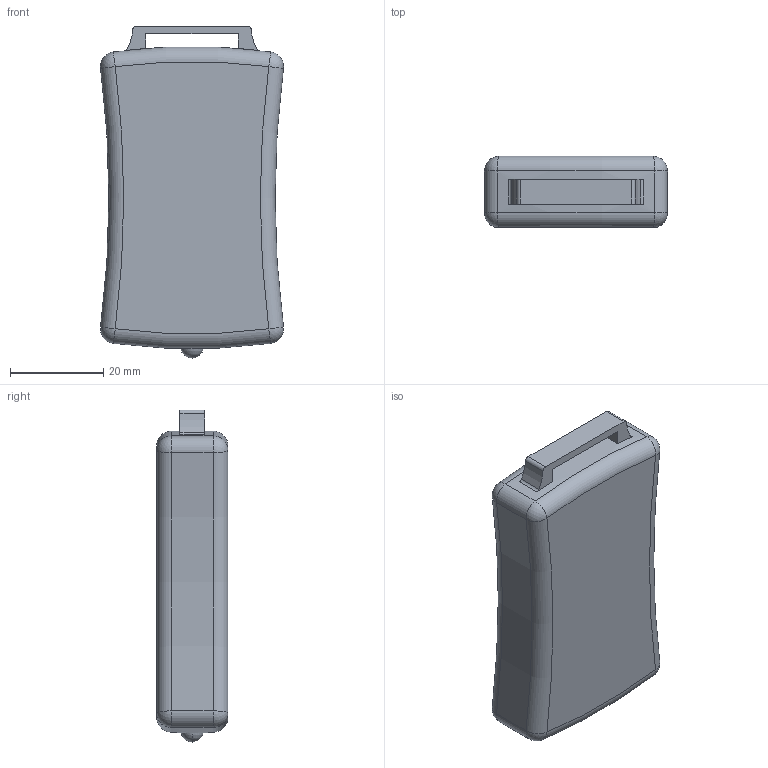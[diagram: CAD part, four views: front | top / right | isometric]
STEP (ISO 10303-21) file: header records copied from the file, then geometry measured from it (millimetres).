
FILE_DESCRIPTION((''),'2;1');
FILE_NAME('181329_ASM','2014-07-03T',('pdmadmin'),(''),'PRO/ENGINEER BY PARAMETRIC TECHNOLOGY CORPORATION, 2013230','PRO/ENGINEER BY PARAMETRIC TECHNOLOGY CORPORATION, 2013230','');
FILE_SCHEMA(('CONFIG_CONTROL_DESIGN'));
Length unit declared in the file: inch
Products named in the file (6): 158356_AF0; 159099_ASM; 158356_BUTTON; 64688; LED_181329; 181329_ASM
Assembly tree (5 placements, depth 3):
  181329_ASM
    159099_ASM
      158356_AF0
    158356_BUTTON
    64688
    LED_181329
Bounding box: 39.33 x 15.44 x 71.34 mm (x, y, z)
Volume: 16609.6 mm3; surface area: 13962.6 mm2
Topology: 4 solids, 4 shells, 398 faces, 1070 edges, 693 vertices
Faces by surface type: plane 166, extrusion 152, cylinder 42, torus 20, sphere 18
Entity records: 14291 total; most frequent: CARTESIAN_POINT 4667, ORIENTED_EDGE 2136, DIRECTION 1566, EDGE_CURVE 1068, VECTOR 774, VERTEX_POINT 693, LINE 622, B_SPLINE_CURVE_WITH_KNOTS 460
